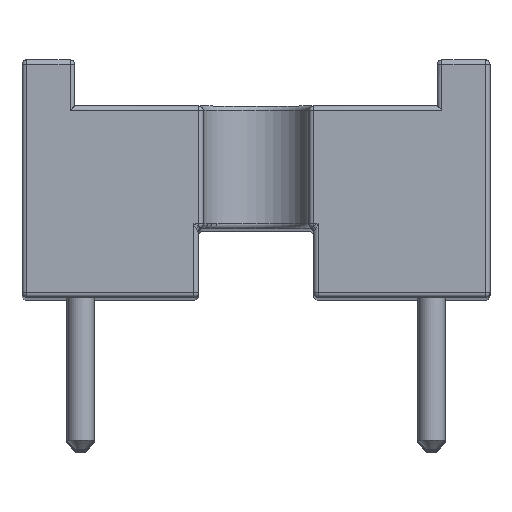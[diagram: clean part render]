
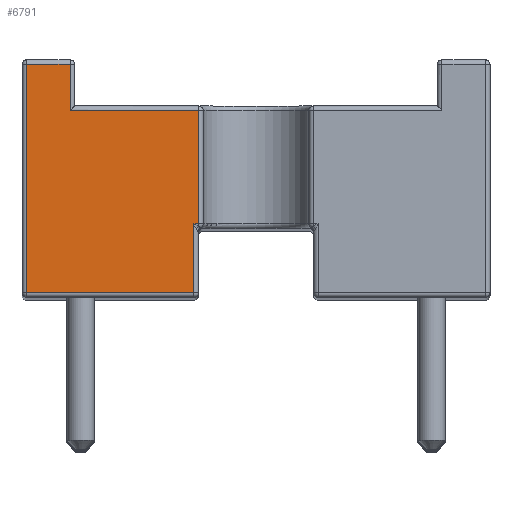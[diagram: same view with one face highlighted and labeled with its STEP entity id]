
A CAD part, top view. The second image highlights one B-rep face of the part: STEP entity #6791.
In plain terms, the highlighted planar face has unit normal (0, 0, 1).
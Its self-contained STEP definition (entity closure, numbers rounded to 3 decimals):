
#380=PLANE('',#7264);
#684=FACE_OUTER_BOUND('',#1095,.T.);
#1095=EDGE_LOOP('',(#5154,#5155,#5156,#5157,#5158,#5159,#5160,#5161));
#1730=LINE('',#10459,#2404);
#1736=LINE('',#10611,#2410);
#1737=LINE('',#10614,#2411);
#1738=LINE('',#10616,#2412);
#1739=LINE('',#10618,#2413);
#1740=LINE('',#10620,#2414);
#1741=LINE('',#10622,#2415);
#1742=LINE('',#10623,#2416);
#2404=VECTOR('',#8219,10.);
#2410=VECTOR('',#8291,10.);
#2411=VECTOR('',#8294,10.);
#2412=VECTOR('',#8295,10.);
#2413=VECTOR('',#8296,10.);
#2414=VECTOR('',#8297,10.);
#2415=VECTOR('',#8298,10.);
#2416=VECTOR('',#8299,10.);
#3334=VERTEX_POINT('',#10353);
#3341=VERTEX_POINT('',#10457);
#3353=VERTEX_POINT('',#10594);
#3356=VERTEX_POINT('',#10613);
#3357=VERTEX_POINT('',#10615);
#3358=VERTEX_POINT('',#10617);
#3359=VERTEX_POINT('',#10619);
#3360=VERTEX_POINT('',#10621);
#4044=EDGE_CURVE('',#3341,#3334,#1730,.T.);
#4075=EDGE_CURVE('',#3353,#3341,#1736,.T.);
#4076=EDGE_CURVE('',#3334,#3356,#1737,.T.);
#4077=EDGE_CURVE('',#3357,#3353,#1738,.T.);
#4078=EDGE_CURVE('',#3358,#3357,#1739,.T.);
#4079=EDGE_CURVE('',#3359,#3358,#1740,.T.);
#4080=EDGE_CURVE('',#3360,#3359,#1741,.T.);
#4081=EDGE_CURVE('',#3356,#3360,#1742,.T.);
#5154=ORIENTED_EDGE('',*,*,#4076,.F.);
#5155=ORIENTED_EDGE('',*,*,#4044,.F.);
#5156=ORIENTED_EDGE('',*,*,#4075,.F.);
#5157=ORIENTED_EDGE('',*,*,#4077,.F.);
#5158=ORIENTED_EDGE('',*,*,#4078,.F.);
#5159=ORIENTED_EDGE('',*,*,#4079,.F.);
#5160=ORIENTED_EDGE('',*,*,#4080,.F.);
#5161=ORIENTED_EDGE('',*,*,#4081,.F.);
#6791=ADVANCED_FACE('',(#684),#380,.T.);
#7264=AXIS2_PLACEMENT_3D('',#10612,#8292,#8293);
#8219=DIRECTION('',(-1.,0.,0.));
#8291=DIRECTION('',(0.,-1.,0.));
#8292=DIRECTION('center_axis',(0.,0.,1.));
#8293=DIRECTION('ref_axis',(1.,0.,0.));
#8294=DIRECTION('',(0.,-1.,0.));
#8295=DIRECTION('',(1.,0.,0.));
#8296=DIRECTION('',(0.,-1.,0.));
#8297=DIRECTION('',(1.,0.,0.));
#8298=DIRECTION('',(0.,1.,0.));
#8299=DIRECTION('',(-1.,0.,0.));
#10353=CARTESIAN_POINT('',(-1.35,1.6,0.));
#10457=CARTESIAN_POINT('',(-1.246,1.6,0.));
#10459=CARTESIAN_POINT('',(1.27,1.6,0.));
#10594=CARTESIAN_POINT('',(-1.246,4.06,0.));
#10611=CARTESIAN_POINT('',(-1.246,4.16,0.));
#10612=CARTESIAN_POINT('Origin',(2.54,2.58,0.));
#10613=CARTESIAN_POINT('',(-1.35,0.1,0.));
#10614=CARTESIAN_POINT('',(-1.35,1.29,0.));
#10615=CARTESIAN_POINT('',(-4.035,4.06,0.));
#10616=CARTESIAN_POINT('',(1.27,4.06,0.));
#10617=CARTESIAN_POINT('',(-4.035,5.06,0.));
#10618=CARTESIAN_POINT('',(-4.035,3.87,0.));
#10619=CARTESIAN_POINT('',(-4.98,5.06,0.));
#10620=CARTESIAN_POINT('',(1.27,5.06,0.));
#10621=CARTESIAN_POINT('',(-4.98,0.1,0.));
#10622=CARTESIAN_POINT('',(-4.98,3.87,0.));
#10623=CARTESIAN_POINT('',(3.81,0.1,0.));
